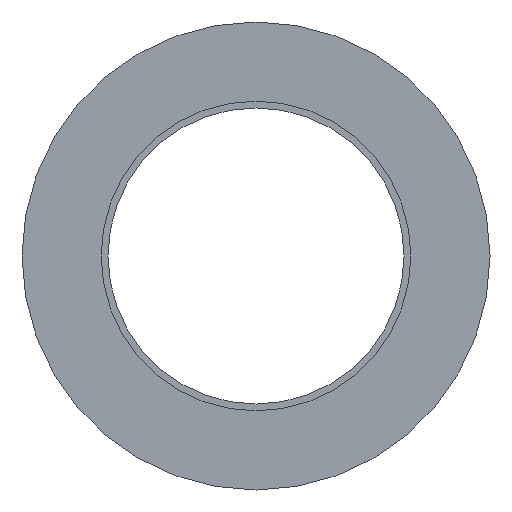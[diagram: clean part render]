
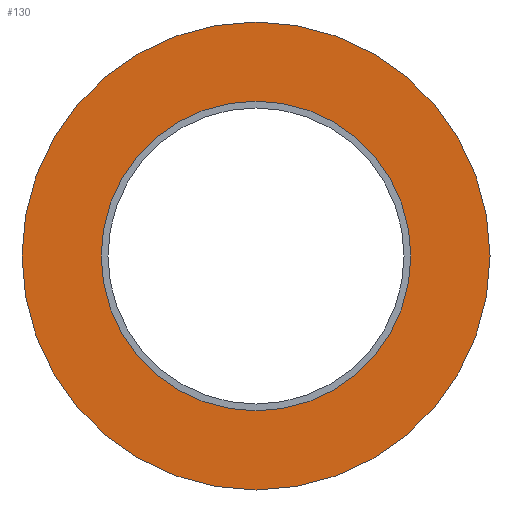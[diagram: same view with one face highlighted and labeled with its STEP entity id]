
A CAD part, front view. The second image highlights one B-rep face of the part: STEP entity #130.
In plain terms, the highlighted planar face has unit normal (0, -1, 0).
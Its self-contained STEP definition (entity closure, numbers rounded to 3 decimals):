
#10 = CARTESIAN_POINT ( 'NONE',  ( 0., 0., 27.5 ) ) ;
#34 = VERTEX_POINT ( 'NONE', #229 ) ;
#39 = EDGE_CURVE ( 'NONE', #168, #282, #40, .T. ) ;
#40 = CIRCLE ( 'NONE', #241, 27.5 ) ;
#41 = CARTESIAN_POINT ( 'NONE',  ( 0., 0., 0. ) ) ;
#56 = DIRECTION ( 'NONE',  ( 0., 1., 0. ) ) ;
#76 = DIRECTION ( 'NONE',  ( 0., 0., 1. ) ) ;
#82 = DIRECTION ( 'NONE',  ( 0., -1., 0. ) ) ;
#86 = DIRECTION ( 'NONE',  ( 0., 1., 0. ) ) ;
#107 = ORIENTED_EDGE ( 'NONE', *, *, #342, .T. ) ;
#123 = FACE_BOUND ( 'NONE', #361, .T. ) ;
#130 = ADVANCED_FACE ( 'NONE', ( #123, #259 ), #414, .T. ) ;
#131 = DIRECTION ( 'NONE',  ( 0., 1., 0. ) ) ;
#145 = CIRCLE ( 'NONE', #317, 27.5 ) ;
#168 = VERTEX_POINT ( 'NONE', #236 ) ;
#180 = EDGE_CURVE ( 'NONE', #282, #168, #145, .T. ) ;
#186 = CIRCLE ( 'NONE', #210, 18.2 ) ;
#187 = ORIENTED_EDGE ( 'NONE', *, *, #286, .T. ) ;
#205 = VERTEX_POINT ( 'NONE', #264 ) ;
#210 = AXIS2_PLACEMENT_3D ( 'NONE', #329, #131, #357 ) ;
#229 = CARTESIAN_POINT ( 'NONE',  ( 0., 0., -18.2 ) ) ;
#236 = CARTESIAN_POINT ( 'NONE',  ( 0., 0., -27.5 ) ) ;
#241 = AXIS2_PLACEMENT_3D ( 'NONE', #41, #289, #76 ) ;
#247 = ORIENTED_EDGE ( 'NONE', *, *, #180, .F. ) ;
#248 = EDGE_LOOP ( 'NONE', ( #247, #268 ) ) ;
#256 = CIRCLE ( 'NONE', #331, 18.2 ) ;
#259 = FACE_OUTER_BOUND ( 'NONE', #248, .T. ) ;
#261 = CARTESIAN_POINT ( 'NONE',  ( -18.2, 0., 0. ) ) ;
#264 = CARTESIAN_POINT ( 'NONE',  ( 0., 0., 18.2 ) ) ;
#268 = ORIENTED_EDGE ( 'NONE', *, *, #39, .F. ) ;
#273 = CARTESIAN_POINT ( 'NONE',  ( 0., 0., 0. ) ) ;
#282 = VERTEX_POINT ( 'NONE', #10 ) ;
#286 = EDGE_CURVE ( 'NONE', #34, #205, #186, .T. ) ;
#289 = DIRECTION ( 'NONE',  ( 0., 1., 0. ) ) ;
#294 = CARTESIAN_POINT ( 'NONE',  ( 0., 0., 0. ) ) ;
#301 = DIRECTION ( 'NONE',  ( 0., 0., 1. ) ) ;
#317 = AXIS2_PLACEMENT_3D ( 'NONE', #294, #86, #325 ) ;
#322 = DIRECTION ( 'NONE',  ( 0., 0., -1. ) ) ;
#325 = DIRECTION ( 'NONE',  ( 0., 0., 1. ) ) ;
#329 = CARTESIAN_POINT ( 'NONE',  ( 0., 0., 0. ) ) ;
#331 = AXIS2_PLACEMENT_3D ( 'NONE', #273, #56, #301 ) ;
#338 = AXIS2_PLACEMENT_3D ( 'NONE', #261, #82, #322 ) ;
#342 = EDGE_CURVE ( 'NONE', #205, #34, #256, .T. ) ;
#357 = DIRECTION ( 'NONE',  ( 0., 0., 1. ) ) ;
#361 = EDGE_LOOP ( 'NONE', ( #107, #187 ) ) ;
#414 = PLANE ( 'NONE',  #338 ) ;
